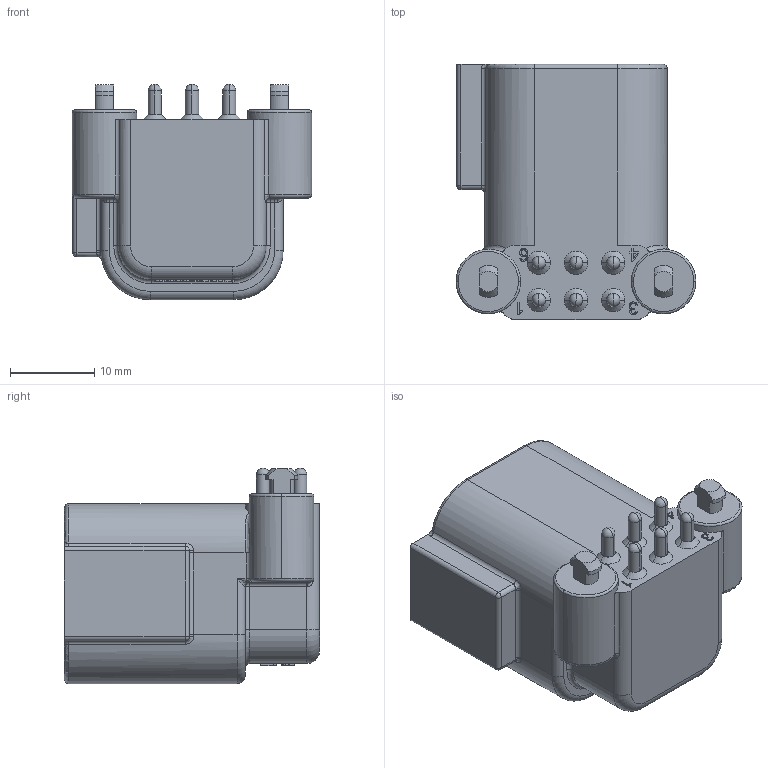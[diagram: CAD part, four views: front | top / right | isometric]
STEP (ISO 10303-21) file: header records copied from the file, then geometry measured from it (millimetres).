
FILE_DESCRIPTION((''),'2;1');
FILE_NAME('C-ATF13-6P-BM03_3D','2019-03-22T',('Brook.Ding'),(''),'PRO/ENGINEER BY PARAMETRIC TECHNOLOGY CORPORATION, 2016360','PRO/ENGINEER BY PARAMETRIC TECHNOLOGY CORPORATION, 2016360','');
FILE_SCHEMA(('CONFIG_CONTROL_DESIGN'));
Length unit declared in the file: millimetre
Products named in the file (1): C-ATF13-6P-BM03_3D
Bounding box: 28.49 x 30.3 x 25.59 mm (x, y, z)
Volume: 6916.2 mm3; surface area: 5341 mm2
Topology: 1 solids, 1 shells, 742 faces, 2015 edges, 1304 vertices
Faces by surface type: extrusion 277, plane 265, cylinder 102, torus 30, sphere 28, bspline 20, cone 20
Entity records: 25361 total; most frequent: CARTESIAN_POINT 7808, ORIENTED_EDGE 3974, DIRECTION 2843, EDGE_CURVE 1987, VERTEX_POINT 1304, VECTOR 1303, LINE 1026, B_SPLINE_CURVE_WITH_KNOTS 913
